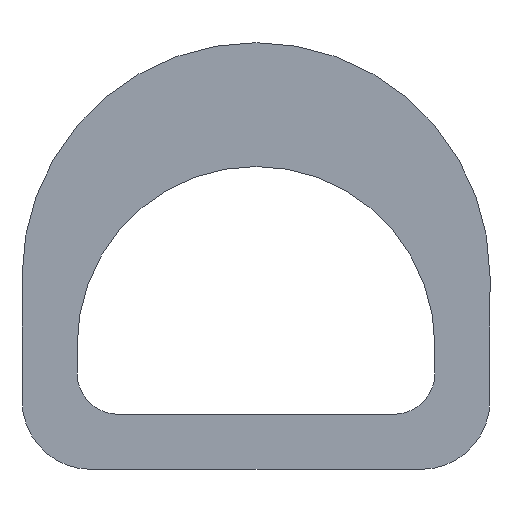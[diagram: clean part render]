
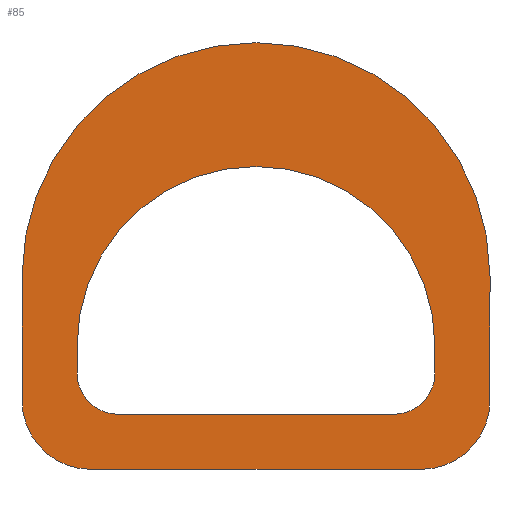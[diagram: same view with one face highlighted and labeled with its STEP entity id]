
A CAD part, front view. The second image highlights one B-rep face of the part: STEP entity #85.
In plain terms, the highlighted planar face has unit normal (0, -1, 0).
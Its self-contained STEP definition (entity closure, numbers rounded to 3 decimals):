
#3 = VECTOR ( 'NONE', #253, 1000. ) ;
#7 = CIRCLE ( 'NONE', #371, 17. ) ;
#8 = CARTESIAN_POINT ( 'NONE',  ( 13., 0., 5. ) ) ;
#11 = EDGE_CURVE ( 'NONE', #454, #162, #7, .T. ) ;
#12 = DIRECTION ( 'NONE',  ( 0., 0., 1. ) ) ;
#24 = VECTOR ( 'NONE', #312, 1000. ) ;
#25 = CARTESIAN_POINT ( 'NONE',  ( -12., 0., -4. ) ) ;
#28 = VERTEX_POINT ( 'NONE', #109 ) ;
#30 = AXIS2_PLACEMENT_3D ( 'NONE', #153, #221, #236 ) ;
#36 = VERTEX_POINT ( 'NONE', #335 ) ;
#42 = CARTESIAN_POINT ( 'NONE',  ( -17., 0., 1. ) ) ;
#52 = CARTESIAN_POINT ( 'NONE',  ( -17., 0., 10. ) ) ;
#55 = FACE_OUTER_BOUND ( 'NONE', #246, .T. ) ;
#64 = CARTESIAN_POINT ( 'NONE',  ( -13., 0., 3. ) ) ;
#67 = LINE ( 'NONE', #100, #3 ) ;
#77 = VECTOR ( 'NONE', #387, 1000. ) ;
#78 = CARTESIAN_POINT ( 'NONE',  ( 12., 0., 1. ) ) ;
#81 = CIRCLE ( 'NONE', #30, 5. ) ;
#85 = ADVANCED_FACE ( 'NONE', ( #384, #55 ), #466, .F. ) ;
#86 = ORIENTED_EDGE ( 'NONE', *, *, #446, .F. ) ;
#90 = ORIENTED_EDGE ( 'NONE', *, *, #11, .F. ) ;
#98 = EDGE_CURVE ( 'NONE', #36, #166, #282, .T. ) ;
#100 = CARTESIAN_POINT ( 'NONE',  ( 13., 0., 0. ) ) ;
#105 = CARTESIAN_POINT ( 'NONE',  ( 13., 0., 3. ) ) ;
#109 = CARTESIAN_POINT ( 'NONE',  ( 12., 0., -4. ) ) ;
#112 = CARTESIAN_POINT ( 'NONE',  ( -10., 0., 3. ) ) ;
#119 = EDGE_CURVE ( 'NONE', #202, #217, #426, .T. ) ;
#120 = LINE ( 'NONE', #420, #77 ) ;
#121 = EDGE_CURVE ( 'NONE', #320, #166, #323, .T. ) ;
#124 = LINE ( 'NONE', #349, #423 ) ;
#131 = DIRECTION ( 'NONE',  ( 0., 0., 1. ) ) ;
#135 = EDGE_CURVE ( 'NONE', #300, #28, #124, .T. ) ;
#137 = DIRECTION ( 'NONE',  ( 0., 1., 0. ) ) ;
#151 = DIRECTION ( 'NONE',  ( 0., 0., 1. ) ) ;
#153 = CARTESIAN_POINT ( 'NONE',  ( -12., 0., 1. ) ) ;
#159 = DIRECTION ( 'NONE',  ( 0., 1., 0. ) ) ;
#161 = CARTESIAN_POINT ( 'NONE',  ( -17., 0., 0. ) ) ;
#162 = VERTEX_POINT ( 'NONE', #216 ) ;
#165 = DIRECTION ( 'NONE',  ( 1., 0., 0. ) ) ;
#166 = VERTEX_POINT ( 'NONE', #289 ) ;
#173 = CARTESIAN_POINT ( 'NONE',  ( 0., 0., 5. ) ) ;
#194 = CARTESIAN_POINT ( 'NONE',  ( 17., 0., 1. ) ) ;
#199 = VECTOR ( 'NONE', #12, 1000. ) ;
#200 = LINE ( 'NONE', #161, #24 ) ;
#201 = CARTESIAN_POINT ( 'NONE',  ( 0., 0., 0. ) ) ;
#202 = VERTEX_POINT ( 'NONE', #64 ) ;
#204 = ORIENTED_EDGE ( 'NONE', *, *, #121, .T. ) ;
#207 = CIRCLE ( 'NONE', #438, 3. ) ;
#216 = CARTESIAN_POINT ( 'NONE',  ( 17., 0., 10. ) ) ;
#217 = VERTEX_POINT ( 'NONE', #295 ) ;
#221 = DIRECTION ( 'NONE',  ( 0., -1., 0. ) ) ;
#222 = AXIS2_PLACEMENT_3D ( 'NONE', #201, #284, #131 ) ;
#223 = DIRECTION ( 'NONE',  ( 0., 1., 0. ) ) ;
#224 = EDGE_CURVE ( 'NONE', #320, #427, #67, .T. ) ;
#233 = AXIS2_PLACEMENT_3D ( 'NONE', #78, #340, #380 ) ;
#236 = DIRECTION ( 'NONE',  ( 0., 0., 1. ) ) ;
#240 = CIRCLE ( 'NONE', #359, 13. ) ;
#246 = EDGE_LOOP ( 'NONE', ( #262, #429, #86, #90, #458, #296 ) ) ;
#253 = DIRECTION ( 'NONE',  ( 0., 0., 1. ) ) ;
#255 = EDGE_CURVE ( 'NONE', #217, #427, #240, .T. ) ;
#257 = CARTESIAN_POINT ( 'NONE',  ( 0., 0., 10. ) ) ;
#262 = ORIENTED_EDGE ( 'NONE', *, *, #135, .T. ) ;
#282 = LINE ( 'NONE', #309, #344 ) ;
#284 = DIRECTION ( 'NONE',  ( 0., 1., 0. ) ) ;
#289 = CARTESIAN_POINT ( 'NONE',  ( 10., 0., 0. ) ) ;
#291 = CIRCLE ( 'NONE', #233, 5. ) ;
#293 = ORIENTED_EDGE ( 'NONE', *, *, #119, .T. ) ;
#295 = CARTESIAN_POINT ( 'NONE',  ( -13., 0., 5. ) ) ;
#296 = ORIENTED_EDGE ( 'NONE', *, *, #381, .T. ) ;
#300 = VERTEX_POINT ( 'NONE', #25 ) ;
#309 = CARTESIAN_POINT ( 'NONE',  ( 0., 0., 0. ) ) ;
#312 = DIRECTION ( 'NONE',  ( 0., 0., 1. ) ) ;
#315 = CARTESIAN_POINT ( 'NONE',  ( -13., 0., 0. ) ) ;
#320 = VERTEX_POINT ( 'NONE', #105 ) ;
#323 = CIRCLE ( 'NONE', #385, 3. ) ;
#324 = DIRECTION ( 'NONE',  ( 0., 0., 1. ) ) ;
#330 = EDGE_CURVE ( 'NONE', #36, #202, #207, .T. ) ;
#335 = CARTESIAN_POINT ( 'NONE',  ( -10., 0., 0. ) ) ;
#340 = DIRECTION ( 'NONE',  ( 0., -1., 0. ) ) ;
#344 = VECTOR ( 'NONE', #346, 1000. ) ;
#345 = ORIENTED_EDGE ( 'NONE', *, *, #98, .F. ) ;
#346 = DIRECTION ( 'NONE',  ( 1., 0., 0. ) ) ;
#349 = CARTESIAN_POINT ( 'NONE',  ( 0., 0., -4. ) ) ;
#355 = EDGE_LOOP ( 'NONE', ( #392, #460, #204, #345, #369, #293 ) ) ;
#357 = EDGE_CURVE ( 'NONE', #28, #442, #291, .T. ) ;
#359 = AXIS2_PLACEMENT_3D ( 'NONE', #173, #137, #324 ) ;
#369 = ORIENTED_EDGE ( 'NONE', *, *, #330, .T. ) ;
#371 = AXIS2_PLACEMENT_3D ( 'NONE', #257, #223, #374 ) ;
#374 = DIRECTION ( 'NONE',  ( 0., 0., 1. ) ) ;
#380 = DIRECTION ( 'NONE',  ( 0., 0., 1. ) ) ;
#381 = EDGE_CURVE ( 'NONE', #415, #300, #81, .T. ) ;
#384 = FACE_BOUND ( 'NONE', #355, .T. ) ;
#385 = AXIS2_PLACEMENT_3D ( 'NONE', #459, #428, #391 ) ;
#387 = DIRECTION ( 'NONE',  ( 0., 0., -1. ) ) ;
#391 = DIRECTION ( 'NONE',  ( 0., 0., 1. ) ) ;
#392 = ORIENTED_EDGE ( 'NONE', *, *, #255, .T. ) ;
#415 = VERTEX_POINT ( 'NONE', #42 ) ;
#420 = CARTESIAN_POINT ( 'NONE',  ( 17., 0., 0. ) ) ;
#423 = VECTOR ( 'NONE', #165, 1000. ) ;
#426 = LINE ( 'NONE', #315, #199 ) ;
#427 = VERTEX_POINT ( 'NONE', #8 ) ;
#428 = DIRECTION ( 'NONE',  ( 0., 1., 0. ) ) ;
#429 = ORIENTED_EDGE ( 'NONE', *, *, #357, .T. ) ;
#432 = EDGE_CURVE ( 'NONE', #415, #454, #200, .T. ) ;
#438 = AXIS2_PLACEMENT_3D ( 'NONE', #112, #159, #151 ) ;
#442 = VERTEX_POINT ( 'NONE', #194 ) ;
#446 = EDGE_CURVE ( 'NONE', #162, #442, #120, .T. ) ;
#454 = VERTEX_POINT ( 'NONE', #52 ) ;
#458 = ORIENTED_EDGE ( 'NONE', *, *, #432, .F. ) ;
#459 = CARTESIAN_POINT ( 'NONE',  ( 10., 0., 3. ) ) ;
#460 = ORIENTED_EDGE ( 'NONE', *, *, #224, .F. ) ;
#466 = PLANE ( 'NONE',  #222 ) ;
